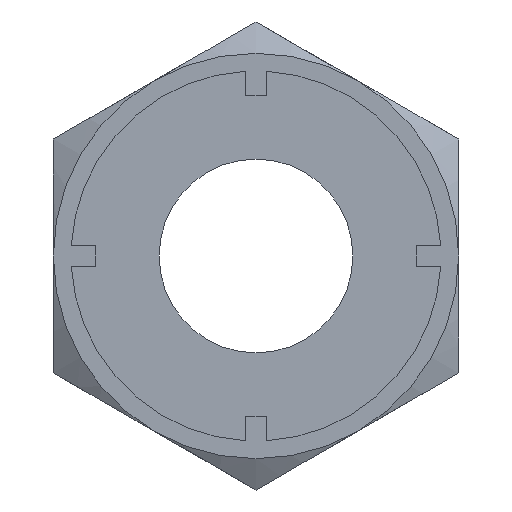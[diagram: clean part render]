
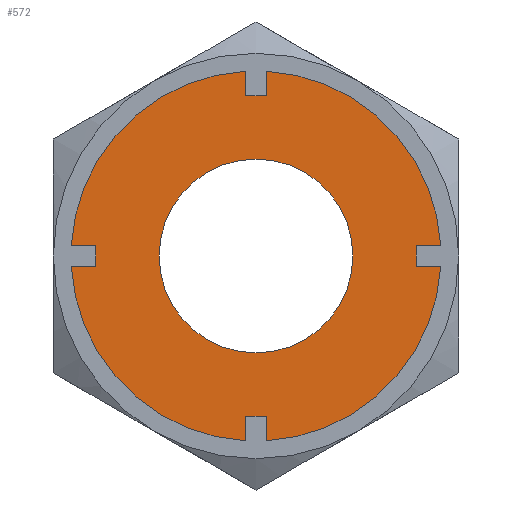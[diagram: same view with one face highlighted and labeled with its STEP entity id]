
A CAD part, left-side view. The second image highlights one B-rep face of the part: STEP entity #572.
In plain terms, the highlighted planar face has unit normal (-1, 0, 0).
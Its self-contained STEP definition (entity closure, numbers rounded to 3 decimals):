
#238=EDGE_CURVE('',#540,#372,#648,.T.);
#262=EDGE_CURVE('',#592,#426,#674,.T.);
#270=EDGE_CURVE('',#520,#334,#682,.T.);
#272=EDGE_CURVE('',#388,#556,#684,.T.);
#280=EDGE_CURVE('',#480,#498,#692,.T.);
#298=EDGE_CURVE('',#370,#314,#714,.T.);
#306=EDGE_CURVE('',#314,#334,#723,.T.);
#314=VERTEX_POINT('',#732);
#334=VERTEX_POINT('',#754);
#340=EDGE_CURVE('',#372,#540,#760,.T.);
#346=EDGE_CURVE('',#388,#370,#766,.T.);
#370=VERTEX_POINT('',#790);
#372=VERTEX_POINT('',#792);
#388=VERTEX_POINT('',#811);
#394=EDGE_CURVE('',#442,#412,#818,.T.);
#404=EDGE_CURVE('',#412,#426,#829,.T.);
#412=VERTEX_POINT('',#838);
#426=VERTEX_POINT('',#852);
#428=EDGE_CURVE('',#480,#442,#854,.T.);
#442=VERTEX_POINT('',#868);
#472=VERTEX_POINT('',#902);
#476=EDGE_CURVE('',#484,#498,#906,.T.);
#478=EDGE_CURVE('',#472,#484,#908,.T.);
#480=VERTEX_POINT('',#910);
#484=VERTEX_POINT('',#914);
#494=EDGE_CURVE('',#520,#472,#927,.T.);
#498=VERTEX_POINT('',#931);
#520=VERTEX_POINT('',#956);
#530=EDGE_CURVE('',#582,#544,#966,.T.);
#540=VERTEX_POINT('',#979);
#542=EDGE_CURVE('',#544,#556,#981,.T.);
#544=VERTEX_POINT('',#983);
#556=VERTEX_POINT('',#998);
#568=EDGE_CURVE('',#592,#582,#1010,.T.);
#572=ADVANCED_FACE('',(#1015,#1016),#1017,.T.);
#582=VERTEX_POINT('',#1028);
#592=VERTEX_POINT('',#1040);
#648=CIRCLE('',#1111,11.0);
#674=CIRCLE('',#1160,21.0);
#682=CIRCLE('',#1180,21.0);
#684=CIRCLE('',#1183,21.0);
#692=CIRCLE('',#1202,21.0);
#714=LINE('',#1240,#1241);
#723=LINE('',#1252,#1253);
#732=CARTESIAN_POINT('',(-30.0,18.2,-1.15));
#754=CARTESIAN_POINT('',(-30.,20.968,-1.15));
#760=CIRCLE('',#1320,11.0);
#766=LINE('',#1328,#1329);
#790=CARTESIAN_POINT('',(-30.0,18.2,1.15));
#792=CARTESIAN_POINT('',(-30.,-11.,0.));
#811=CARTESIAN_POINT('',(-30.,20.968,1.15));
#818=LINE('',#1428,#1429);
#829=LINE('',#1443,#1444);
#838=CARTESIAN_POINT('',(-30.0,-18.2,1.15));
#852=CARTESIAN_POINT('',(-30.,-20.968,1.15));
#854=LINE('',#1502,#1503);
#868=CARTESIAN_POINT('',(-30.0,-18.2,-1.15));
#902=CARTESIAN_POINT('',(-30.0,1.15,-18.2));
#906=LINE('',#1589,#1590);
#908=LINE('',#1593,#1594);
#910=CARTESIAN_POINT('',(-30.,-20.968,-1.15));
#914=CARTESIAN_POINT('',(-30.0,-1.15,-18.2));
#927=LINE('',#1618,#1619);
#931=CARTESIAN_POINT('',(-30.,-1.15,-20.968));
#956=CARTESIAN_POINT('',(-30.,1.15,-20.968));
#966=LINE('',#1713,#1714);
#979=CARTESIAN_POINT('',(-30.,11.,0.));
#981=LINE('',#1733,#1734);
#983=CARTESIAN_POINT('',(-30.0,1.15,18.2));
#998=CARTESIAN_POINT('',(-30.,1.15,20.968));
#1010=LINE('',#1770,#1771);
#1015=FACE_BOUND('',#1776,.T.);
#1016=FACE_OUTER_BOUND('',#1777,.T.);
#1017=PLANE('',#1778);
#1028=CARTESIAN_POINT('',(-30.0,-1.15,18.2));
#1040=CARTESIAN_POINT('',(-30.,-1.15,20.968));
#1111=AXIS2_PLACEMENT_3D('',#1879,#1880,#1881);
#1160=AXIS2_PLACEMENT_3D('',#1905,#1906,#1907);
#1180=AXIS2_PLACEMENT_3D('',#1911,#1912,#1913);
#1183=AXIS2_PLACEMENT_3D('',#1914,#1915,#1916);
#1202=AXIS2_PLACEMENT_3D('',#1917,#1918,#1919);
#1240=CARTESIAN_POINT('',(-30.,18.2,-0.575));
#1241=VECTOR('',#1966,1.0);
#1252=CARTESIAN_POINT('',(-30.,18.5,-1.15));
#1253=VECTOR('',#1977,1.0);
#1320=AXIS2_PLACEMENT_3D('',#2015,#2016,#2017);
#1328=CARTESIAN_POINT('',(-30.,17.1,1.15));
#1329=VECTOR('',#2021,1.0);
#1428=CARTESIAN_POINT('',(-30.,-18.2,0.575));
#1429=VECTOR('',#2066,1.0);
#1443=CARTESIAN_POINT('',(-30.,-2.5,1.15));
#1444=VECTOR('',#2075,1.0);
#1502=CARTESIAN_POINT('',(-30.,-1.1,-1.15));
#1503=VECTOR('',#2084,1.0);
#1589=CARTESIAN_POINT('',(-30.,-1.15,-10.5));
#1590=VECTOR('',#2130,1.0);
#1593=CARTESIAN_POINT('',(-30.,7.425,-18.2));
#1594=VECTOR('',#2131,1.0);
#1618=CARTESIAN_POINT('',(-30.,1.15,-9.1));
#1619=VECTOR('',#2160,1.0);
#1713=CARTESIAN_POINT('',(-30.,8.575,18.2));
#1714=VECTOR('',#2191,1.0);
#1733=CARTESIAN_POINT('',(-30.,1.15,10.5));
#1734=VECTOR('',#2218,1.0);
#1770=CARTESIAN_POINT('',(-30.,-1.15,9.1));
#1771=VECTOR('',#2253,1.0);
#1776=EDGE_LOOP('',(#2262,#2263));
#1777=EDGE_LOOP('',(#2264,#2265,#2266,#2267,#2268,#2269,#2270,#2271,#2272,#2273,#2274,#2275,#2276,#2277,#2278,#2279));
#1778=AXIS2_PLACEMENT_3D('',#2280,#2281,#2282);
#1879=CARTESIAN_POINT('',(-30.,0.,0.));
#1880=DIRECTION('',(1.0,0.0,-0.0));
#1881=DIRECTION('',(0.0,1.0,0.));
#1905=CARTESIAN_POINT('',(-30.,0.,0.));
#1906=DIRECTION('',(1.0,0.0,-0.0));
#1907=DIRECTION('',(0.0,1.0,0.));
#1911=CARTESIAN_POINT('',(-30.,0.,0.));
#1912=DIRECTION('',(1.0,0.0,-0.0));
#1913=DIRECTION('',(0.0,1.0,0.));
#1914=CARTESIAN_POINT('',(-30.,0.,0.));
#1915=DIRECTION('',(1.0,0.0,-0.0));
#1916=DIRECTION('',(0.0,1.0,0.));
#1917=CARTESIAN_POINT('',(-30.,0.,0.));
#1918=DIRECTION('',(1.0,0.0,-0.0));
#1919=DIRECTION('',(0.0,1.0,0.));
#1966=DIRECTION('',(0.0,0.0,-1.0));
#1977=DIRECTION('',(0.0,1.0,0.0));
#2015=CARTESIAN_POINT('',(-30.,0.,0.));
#2016=DIRECTION('',(1.0,0.0,-0.0));
#2017=DIRECTION('',(0.0,1.0,0.));
#2021=DIRECTION('',(0.0,-1.0,0.0));
#2066=DIRECTION('',(0.0,0.0,1.0));
#2075=DIRECTION('',(0.0,-1.0,0.0));
#2084=DIRECTION('',(0.0,1.0,0.0));
#2130=DIRECTION('',(0.0,0.0,-1.0));
#2131=DIRECTION('',(0.0,-1.0,0.0));
#2160=DIRECTION('',(0.0,0.0,1.0));
#2191=DIRECTION('',(0.0,1.0,0.0));
#2218=DIRECTION('',(0.0,0.0,1.0));
#2253=DIRECTION('',(0.0,0.0,-1.0));
#2262=ORIENTED_EDGE('',*,*,#238,.T.);
#2263=ORIENTED_EDGE('',*,*,#340,.T.);
#2264=ORIENTED_EDGE('',*,*,#568,.T.);
#2265=ORIENTED_EDGE('',*,*,#530,.T.);
#2266=ORIENTED_EDGE('',*,*,#542,.T.);
#2267=ORIENTED_EDGE('',*,*,#272,.F.);
#2268=ORIENTED_EDGE('',*,*,#346,.T.);
#2269=ORIENTED_EDGE('',*,*,#298,.T.);
#2270=ORIENTED_EDGE('',*,*,#306,.T.);
#2271=ORIENTED_EDGE('',*,*,#270,.F.);
#2272=ORIENTED_EDGE('',*,*,#494,.T.);
#2273=ORIENTED_EDGE('',*,*,#478,.T.);
#2274=ORIENTED_EDGE('',*,*,#476,.T.);
#2275=ORIENTED_EDGE('',*,*,#280,.F.);
#2276=ORIENTED_EDGE('',*,*,#428,.T.);
#2277=ORIENTED_EDGE('',*,*,#394,.T.);
#2278=ORIENTED_EDGE('',*,*,#404,.T.);
#2279=ORIENTED_EDGE('',*,*,#262,.F.);
#2280=CARTESIAN_POINT('',(-30.,16.,0.));
#2281=DIRECTION('',(-1.0,0.0,0.0));
#2282=DIRECTION('',(0.0,-1.0,0.));
